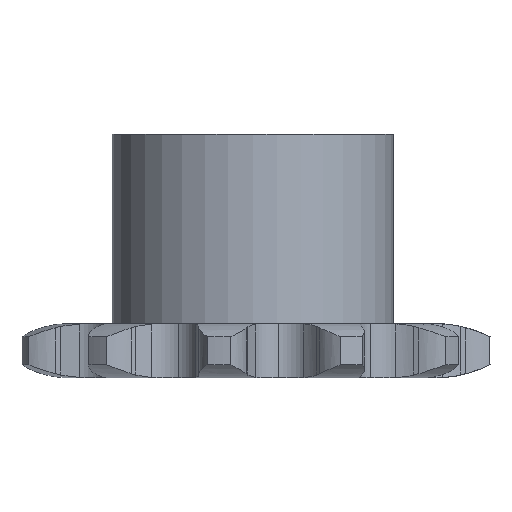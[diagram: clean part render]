
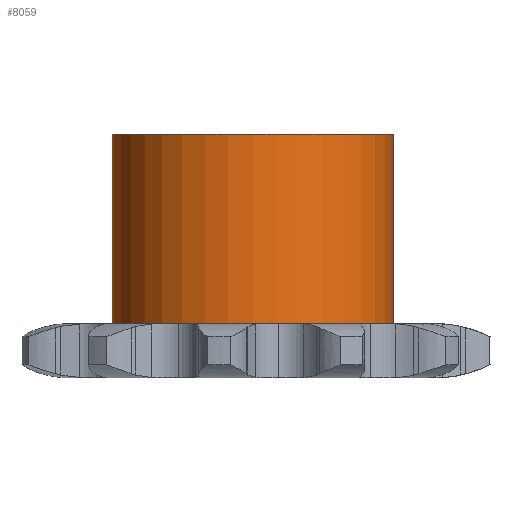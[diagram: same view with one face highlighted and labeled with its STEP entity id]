
A CAD part, left-side view. The second image highlights one B-rep face of the part: STEP entity #8059.
In plain terms, the highlighted cylindrical face has radius 7.5 mm (diameter 15 mm), a full revolution.
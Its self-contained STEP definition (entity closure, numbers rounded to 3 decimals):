
#455 = PLANE('',#456);
#456 = AXIS2_PLACEMENT_3D('',#457,#458,#459);
#457 = CARTESIAN_POINT('',(0.,0.,2.9));
#458 = DIRECTION('',(-0.,-0.,-1.));
#459 = DIRECTION('',(-1.,0.,0.));
#2020 = EDGE_CURVE('',#2021,#2021,#2023,.T.);
#2021 = VERTEX_POINT('',#2022);
#2022 = CARTESIAN_POINT('',(7.5,0.,2.9));
#2023 = SURFACE_CURVE('',#2024,(#2029,#2036),.PCURVE_S1.);
#2024 = CIRCLE('',#2025,7.5);
#2025 = AXIS2_PLACEMENT_3D('',#2026,#2027,#2028);
#2026 = CARTESIAN_POINT('',(0.,0.,2.9));
#2027 = DIRECTION('',(0.,0.,-1.));
#2028 = DIRECTION('',(1.,0.,0.));
#2029 = PCURVE('',#455,#2030);
#2030 = DEFINITIONAL_REPRESENTATION('',(#2031),#2035);
#2031 = CIRCLE('',#2032,7.5);
#2032 = AXIS2_PLACEMENT_2D('',#2033,#2034);
#2033 = CARTESIAN_POINT('',(0.,0.));
#2034 = DIRECTION('',(-1.,0.));
#2035 = ( GEOMETRIC_REPRESENTATION_CONTEXT(2) 
PARAMETRIC_REPRESENTATION_CONTEXT() REPRESENTATION_CONTEXT('2D SPACE',''
  ) );
#2036 = PCURVE('',#2037,#2042);
#2037 = CYLINDRICAL_SURFACE('',#2038,7.5);
#2038 = AXIS2_PLACEMENT_3D('',#2039,#2040,#2041);
#2039 = CARTESIAN_POINT('',(0.,0.,0.));
#2040 = DIRECTION('',(-0.,-0.,-1.));
#2041 = DIRECTION('',(1.,0.,0.));
#2042 = DEFINITIONAL_REPRESENTATION('',(#2043),#2047);
#2043 = LINE('',#2044,#2045);
#2044 = CARTESIAN_POINT('',(-6.283,-2.9));
#2045 = VECTOR('',#2046,1.);
#2046 = DIRECTION('',(1.,-0.));
#2047 = ( GEOMETRIC_REPRESENTATION_CONTEXT(2) 
PARAMETRIC_REPRESENTATION_CONTEXT() REPRESENTATION_CONTEXT('2D SPACE',''
  ) );
#8059 = ADVANCED_FACE('',(#8060),#2037,.T.);
#8060 = FACE_BOUND('',#8061,.F.);
#8061 = EDGE_LOOP('',(#8062,#8063,#8086,#8113));
#8062 = ORIENTED_EDGE('',*,*,#2020,.T.);
#8063 = ORIENTED_EDGE('',*,*,#8064,.T.);
#8064 = EDGE_CURVE('',#2021,#8065,#8067,.T.);
#8065 = VERTEX_POINT('',#8066);
#8066 = CARTESIAN_POINT('',(7.5,0.,13.));
#8067 = SEAM_CURVE('',#8068,(#8072,#8079),.PCURVE_S1.);
#8068 = LINE('',#8069,#8070);
#8069 = CARTESIAN_POINT('',(7.5,0.,0.));
#8070 = VECTOR('',#8071,1.);
#8071 = DIRECTION('',(0.,0.,1.));
#8072 = PCURVE('',#2037,#8073);
#8073 = DEFINITIONAL_REPRESENTATION('',(#8074),#8078);
#8074 = LINE('',#8075,#8076);
#8075 = CARTESIAN_POINT('',(-6.283,0.));
#8076 = VECTOR('',#8077,1.);
#8077 = DIRECTION('',(-0.,-1.));
#8078 = ( GEOMETRIC_REPRESENTATION_CONTEXT(2) 
PARAMETRIC_REPRESENTATION_CONTEXT() REPRESENTATION_CONTEXT('2D SPACE',''
  ) );
#8079 = PCURVE('',#2037,#8080);
#8080 = DEFINITIONAL_REPRESENTATION('',(#8081),#8085);
#8081 = LINE('',#8082,#8083);
#8082 = CARTESIAN_POINT('',(-0.,0.));
#8083 = VECTOR('',#8084,1.);
#8084 = DIRECTION('',(-0.,-1.));
#8085 = ( GEOMETRIC_REPRESENTATION_CONTEXT(2) 
PARAMETRIC_REPRESENTATION_CONTEXT() REPRESENTATION_CONTEXT('2D SPACE',''
  ) );
#8086 = ORIENTED_EDGE('',*,*,#8087,.T.);
#8087 = EDGE_CURVE('',#8065,#8065,#8088,.T.);
#8088 = SURFACE_CURVE('',#8089,(#8094,#8101),.PCURVE_S1.);
#8089 = CIRCLE('',#8090,7.5);
#8090 = AXIS2_PLACEMENT_3D('',#8091,#8092,#8093);
#8091 = CARTESIAN_POINT('',(0.,0.,13.));
#8092 = DIRECTION('',(0.,0.,1.));
#8093 = DIRECTION('',(1.,0.,0.));
#8094 = PCURVE('',#2037,#8095);
#8095 = DEFINITIONAL_REPRESENTATION('',(#8096),#8100);
#8096 = LINE('',#8097,#8098);
#8097 = CARTESIAN_POINT('',(-0.,-13.));
#8098 = VECTOR('',#8099,1.);
#8099 = DIRECTION('',(-1.,0.));
#8100 = ( GEOMETRIC_REPRESENTATION_CONTEXT(2) 
PARAMETRIC_REPRESENTATION_CONTEXT() REPRESENTATION_CONTEXT('2D SPACE',''
  ) );
#8101 = PCURVE('',#8102,#8107);
#8102 = PLANE('',#8103);
#8103 = AXIS2_PLACEMENT_3D('',#8104,#8105,#8106);
#8104 = CARTESIAN_POINT('',(0.,0.,13.)
  );
#8105 = DIRECTION('',(0.,0.,1.));
#8106 = DIRECTION('',(1.,0.,0.));
#8107 = DEFINITIONAL_REPRESENTATION('',(#8108),#8112);
#8108 = CIRCLE('',#8109,7.5);
#8109 = AXIS2_PLACEMENT_2D('',#8110,#8111);
#8110 = CARTESIAN_POINT('',(0.,0.));
#8111 = DIRECTION('',(1.,0.));
#8112 = ( GEOMETRIC_REPRESENTATION_CONTEXT(2) 
PARAMETRIC_REPRESENTATION_CONTEXT() REPRESENTATION_CONTEXT('2D SPACE',''
  ) );
#8113 = ORIENTED_EDGE('',*,*,#8064,.F.);
